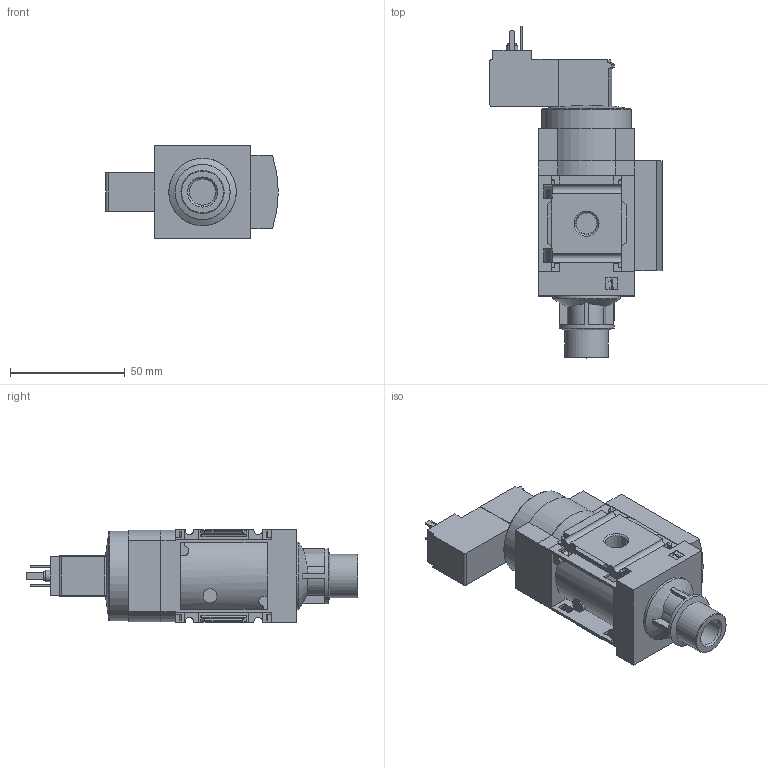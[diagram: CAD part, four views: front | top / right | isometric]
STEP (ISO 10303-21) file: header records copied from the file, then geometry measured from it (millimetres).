
FILE_DESCRIPTION(/* description */ ('STEP AP214'),/* implementation_level */ '2;1');
FILE_NAME(/* name */ '532084_MS4N-EE-1_8-V110',/* time_stamp */ '2024-09-09T20:17:43+02:00',/* author */ ('License CC BY-ND 4.0'),/* organization */ ('CADENAS'),/* preprocessor_version */ 'ST-DEVELOPER v19.3',/* originating_system */ 'PARTsolutions',/* authorisation */ ' ');
FILE_SCHEMA (('AUTOMOTIVE_DESIGN {1 0 10303 214 3 1 1}'));
Length unit declared in the file: millimetre
Products named in the file (2): 532084 MS4N-EE-1/8-V110; 527710 MS4N-EE-1/8-V110-0D
Assembly tree (1 placements, depth 2):
  532084 MS4N-EE-1/8-V110
    527710 MS4N-EE-1/8-V110-0D
Bounding box: 75.2 x 144.7 x 40.2 mm (x, y, z)
Volume: 162539 mm3; surface area: 27444.8 mm2
Topology: 1 solids, 1 shells, 359 faces, 951 edges, 614 vertices
Faces by surface type: plane 258, cylinder 68, cone 28, torus 4, sphere 1
Full cylindrical faces by diameter (mm): 2.013 x1, 2.5 x1, 3.8 x1, 5 x1, 5.5 x2, 5.8 x2, 6.1 x1, 11.445 x1, 18.85 x1, 24 x1, 29.4 x1, 39 x1
Entity records: 13414 total; most frequent: CARTESIAN_POINT 2038, ORIENTED_EDGE 1822, DIRECTION 1778, EDGE_CURVE 911, LINE 690, VECTOR 690, VERTEX_POINT 606, AXIS2_PLACEMENT_3D 544
